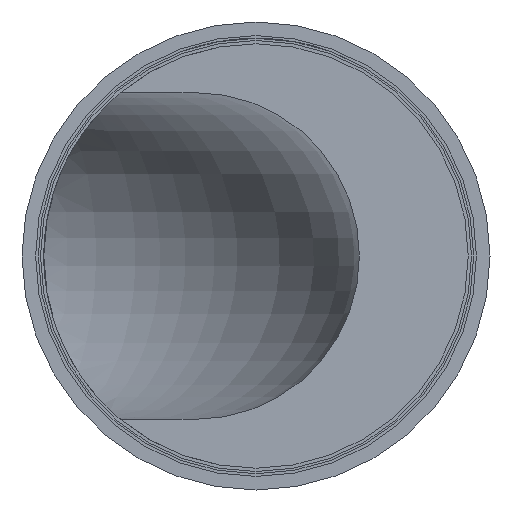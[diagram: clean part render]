
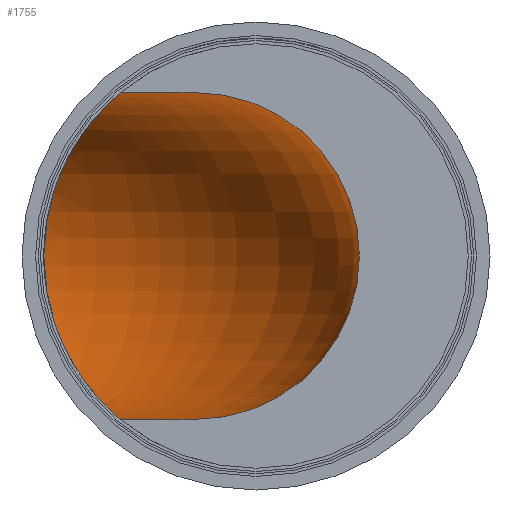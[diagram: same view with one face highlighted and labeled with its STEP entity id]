
A CAD part, front view. The second image highlights one B-rep face of the part: STEP entity #1755.
In plain terms, the highlighted toroidal (fillet/blend) face has major radius 2.45 mm and minor radius 1.5 mm.
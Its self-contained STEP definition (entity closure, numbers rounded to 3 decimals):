
#166 = EDGE_CURVE ( 'Defeature ausgef�hrt2_15+Defeature ausgef�hrt2_13+Defeature ausgef�hrt2_14+Defeature ausgef�hrt2_2', #1317, #4111, #943, .T. ) ;
#222 = DIRECTION ( 'NONE',  ( 0., 0., 1. ) ) ;
#338 = CARTESIAN_POINT ( 'NONE',  ( -0.55, -22.85, -1.5 ) ) ;
#473 = DIRECTION ( 'NONE',  ( 0., 0., -1. ) ) ;
#520 = DIRECTION ( 'NONE',  ( 0., 0., 1. ) ) ;
#671 = CARTESIAN_POINT ( 'NONE',  ( -1.246, -21.139, -1.5 ) ) ;
#710 = CIRCLE ( 'NONE', #2246, 2.45 ) ;
#745 = AXIS2_PLACEMENT_3D ( 'NONE', #4190, #1521, #2156 ) ;
#821 = CARTESIAN_POINT ( 'NONE',  ( -0.55, -22.85, 0. ) ) ;
#918 = EDGE_CURVE ( 'Defeature ausgef�hrt2_12+Defeature ausgef�hrt2_15+Defeature ausgef�hrt2_14+Defeature ausgef�hrt2_2', #3087, #3080, #710, .T. ) ;
#943 = CIRCLE ( 'NONE', #4197, 2.45 ) ;
#953 = CARTESIAN_POINT ( 'NONE',  ( -1.938, -19.062, 0.247 ) ) ;
#955 = CARTESIAN_POINT ( 'NONE',  ( -0.55, -22.85, 1.5 ) ) ;
#981 = CARTESIAN_POINT ( 'NONE',  ( -1.312, -20.53, 1.443 ) ) ;
#1045 = EDGE_CURVE ( 'Defeature ausgef�hrt2_15+Defeature ausgef�hrt2_2+Defeature ausgef�hrt2_13+Defeature ausgef�hrt2_12', #4111, #3080, #1642, .T. ) ;
#1294 = CARTESIAN_POINT ( 'NONE',  ( -1.288, -20.649, 1.464 ) ) ;
#1317 = VERTEX_POINT ( 'NONE', #955 ) ;
#1322 = CARTESIAN_POINT ( 'NONE',  ( -1.482, -19.959, -1.275 ) ) ;
#1335 = CARTESIAN_POINT ( 'NONE',  ( -1.255, -20.891, 1.493 ) ) ;
#1357 = ORIENTED_EDGE ( 'NONE', *, *, #918, .F. ) ;
#1521 = DIRECTION ( 'NONE',  ( 0., 0., 1. ) ) ;
#1570 = DIRECTION ( 'NONE',  ( 0., -1., 0. ) ) ;
#1575 = EDGE_LOOP ( 'NONE', ( #2405, #1357, #3691, #1649 ) ) ;
#1638 = CARTESIAN_POINT ( 'NONE',  ( -1.938, -19.062, -0.249 ) ) ;
#1642 = B_SPLINE_CURVE_WITH_KNOTS ( 'NONE', 3,
 ( #3654, #3715, #1335, #1294, #981, #3023, #4359, #1683, #3346, #2708, #3669, #2668, #3359, #953, #4041, #3321, #1638, #2012, #1982, #2318, #1651, #1322, #3700, #4371, #4017, #2357, #2346, #4053 ),
 .UNSPECIFIED., .F., .F.,
 ( 4, 2, 2, 2, 2, 2, 2, 2, 2, 2, 2, 2, 2, 4 ),
 ( 0.008, 0.008, 0.009, 0.01, 0.01, 0.01, 0.011, 0.011, 0.011, 0.012, 0.013, 0.013, 0.014, 0.014 ),
 .UNSPECIFIED. ) ;
#1649 = ORIENTED_EDGE ( 'NONE', *, *, #166, .T. ) ;
#1651 = CARTESIAN_POINT ( 'NONE',  ( -1.656, -19.563, -1.04 ) ) ;
#1683 = CARTESIAN_POINT ( 'NONE',  ( -1.614, -19.66, 1.097 ) ) ;
#1755 = ADVANCED_FACE ( 'Defeature ausgef�hrt2_15', ( #2914 ), #2335, .F. ) ;
#1869 = DIRECTION ( 'NONE',  ( 1., 0., 0. ) ) ;
#1982 = CARTESIAN_POINT ( 'NONE',  ( -1.861, -19.19, -0.591 ) ) ;
#2012 = CARTESIAN_POINT ( 'NONE',  ( -1.893, -19.135, -0.481 ) ) ;
#2156 = DIRECTION ( 'NONE',  ( 1., 0., 0. ) ) ;
#2246 = AXIS2_PLACEMENT_3D ( 'NONE', #3231, #520, #1869 ) ;
#2318 = CARTESIAN_POINT ( 'NONE',  ( -1.75, -19.386, -0.885 ) ) ;
#2335 = TOROIDAL_SURFACE ( 'NONE', #745, 2.45, 1.5 ) ;
#2346 = CARTESIAN_POINT ( 'NONE',  ( -1.246, -21.016, -1.5 ) ) ;
#2357 = CARTESIAN_POINT ( 'NONE',  ( -1.255, -20.894, -1.493 ) ) ;
#2405 = ORIENTED_EDGE ( 'NONE', *, *, #1045, .T. ) ;
#2593 = AXIS2_PLACEMENT_3D ( 'NONE', #821, #1570, #473 ) ;
#2668 = CARTESIAN_POINT ( 'NONE',  ( -1.862, -19.188, 0.589 ) ) ;
#2708 = CARTESIAN_POINT ( 'NONE',  ( -1.745, -19.397, 0.874 ) ) ;
#2784 = CIRCLE ( 'NONE', #2593, 1.5 ) ;
#2914 = FACE_OUTER_BOUND ( 'NONE', #1575, .T. ) ;
#3023 = CARTESIAN_POINT ( 'NONE',  ( -1.401, -20.178, 1.358 ) ) ;
#3080 = VERTEX_POINT ( 'NONE', #671 ) ;
#3087 = VERTEX_POINT ( 'NONE', #338 ) ;
#3178 = CARTESIAN_POINT ( 'NONE',  ( -1.246, -21.139, 1.5 ) ) ;
#3231 = CARTESIAN_POINT ( 'NONE',  ( -3., -22.85, -1.5 ) ) ;
#3257 = EDGE_CURVE ( 'Defeature ausgef�hrt2_15+Defeature ausgef�hrt2_14+Defeature ausgef�hrt2_12+Defeature ausgef�hrt2_13', #3087, #1317, #2784, .T. ) ;
#3321 = CARTESIAN_POINT ( 'NONE',  ( -1.95, -19.042, -0.125 ) ) ;
#3346 = CARTESIAN_POINT ( 'NONE',  ( -1.658, -19.567, 1.03 ) ) ;
#3359 = CARTESIAN_POINT ( 'NONE',  ( -1.894, -19.135, 0.479 ) ) ;
#3650 = DIRECTION ( 'NONE',  ( 1., 0., 0. ) ) ;
#3654 = CARTESIAN_POINT ( 'NONE',  ( -1.246, -21.139, 1.5 ) ) ;
#3669 = CARTESIAN_POINT ( 'NONE',  ( -1.788, -19.319, 0.785 ) ) ;
#3691 = ORIENTED_EDGE ( 'NONE', *, *, #3257, .T. ) ;
#3700 = CARTESIAN_POINT ( 'NONE',  ( -1.4, -20.181, -1.359 ) ) ;
#3715 = CARTESIAN_POINT ( 'NONE',  ( -1.246, -21.016, 1.5 ) ) ;
#4017 = CARTESIAN_POINT ( 'NONE',  ( -1.288, -20.651, -1.464 ) ) ;
#4041 = CARTESIAN_POINT ( 'NONE',  ( -1.95, -19.042, 0.123 ) ) ;
#4053 = CARTESIAN_POINT ( 'NONE',  ( -1.246, -21.139, -1.5 ) ) ;
#4111 = VERTEX_POINT ( 'NONE', #3178 ) ;
#4190 = CARTESIAN_POINT ( 'NONE',  ( -3., -22.85, 0. ) ) ;
#4197 = AXIS2_PLACEMENT_3D ( 'NONE', #4276, #222, #3650 ) ;
#4276 = CARTESIAN_POINT ( 'NONE',  ( -3., -22.85, 1.5 ) ) ;
#4359 = CARTESIAN_POINT ( 'NONE',  ( -1.482, -19.96, 1.276 ) ) ;
#4371 = CARTESIAN_POINT ( 'NONE',  ( -1.312, -20.53, -1.443 ) ) ;
